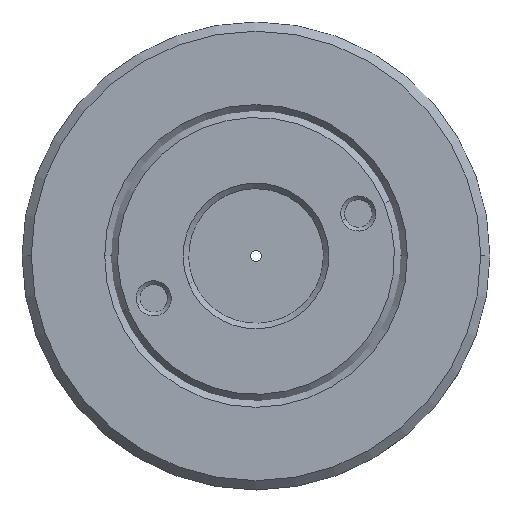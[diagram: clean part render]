
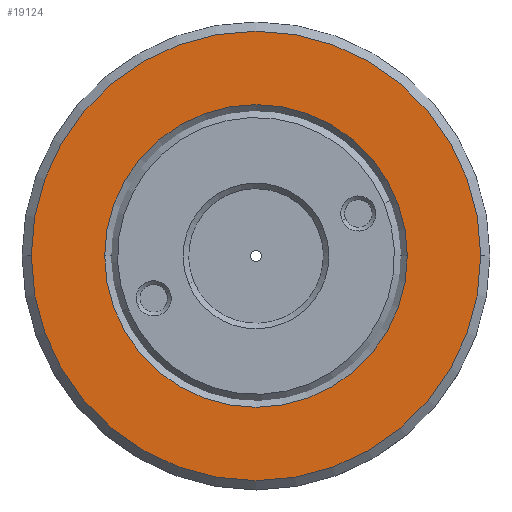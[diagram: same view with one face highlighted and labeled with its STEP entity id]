
A CAD part, top view. The second image highlights one B-rep face of the part: STEP entity #19124.
In plain terms, the highlighted planar face has unit normal (0, 0, 1).
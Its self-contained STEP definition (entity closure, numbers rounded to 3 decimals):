
#105 = DIRECTION ( 'NONE',  ( 1., 0., 0. ) ) ;
#190 = CARTESIAN_POINT ( 'NONE',  ( -32.747, 0.947, 4.599 ) ) ;
#695 = CARTESIAN_POINT ( 'NONE',  ( -44.922, 0.947, 4.599 ) ) ;
#1220 = CARTESIAN_POINT ( 'NONE',  ( -40.947, 0.947, 4.599 ) ) ;
#1285 = CIRCLE ( 'NONE', #2885, 12.175 ) ;
#1399 = PLANE ( 'NONE',  #8704 ) ;
#2885 = AXIS2_PLACEMENT_3D ( 'NONE', #2890, #17435, #11170 ) ;
#2890 = CARTESIAN_POINT ( 'NONE',  ( -32.747, 0.947, 4.599 ) ) ;
#2983 = DIRECTION ( 'NONE',  ( 1., 0., 0. ) ) ;
#3112 = FACE_OUTER_BOUND ( 'NONE', #8367, .T. ) ;
#3948 = ORIENTED_EDGE ( 'NONE', *, *, #12053, .T. ) ;
#5291 = CARTESIAN_POINT ( 'NONE',  ( -20.572, 0.947, 4.599 ) ) ;
#5965 = CARTESIAN_POINT ( 'NONE',  ( -32.747, 0.947, 4.599 ) ) ;
#6170 = DIRECTION ( 'NONE',  ( 0., 0., -1. ) ) ;
#6219 = DIRECTION ( 'NONE',  ( 0., 0., -1. ) ) ;
#7034 = EDGE_LOOP ( 'NONE', ( #3948, #9072 ) ) ;
#7348 = AXIS2_PLACEMENT_3D ( 'NONE', #7543, #6219, #2983 ) ;
#7543 = CARTESIAN_POINT ( 'NONE',  ( -32.747, 0.947, 4.599 ) ) ;
#7717 = EDGE_CURVE ( 'NONE', #10835, #18581, #8308, .T. ) ;
#8308 = CIRCLE ( 'NONE', #7348, 8.2 ) ;
#8367 = EDGE_LOOP ( 'NONE', ( #9823, #17438 ) ) ;
#8607 = VERTEX_POINT ( 'NONE', #695 ) ;
#8704 = AXIS2_PLACEMENT_3D ( 'NONE', #13846, #9293, #105 ) ;
#9072 = ORIENTED_EDGE ( 'NONE', *, *, #7717, .T. ) ;
#9293 = DIRECTION ( 'NONE',  ( 0., 0., 1. ) ) ;
#9823 = ORIENTED_EDGE ( 'NONE', *, *, #17355, .F. ) ;
#10299 = AXIS2_PLACEMENT_3D ( 'NONE', #5965, #6170, #11026 ) ;
#10835 = VERTEX_POINT ( 'NONE', #1220 ) ;
#11026 = DIRECTION ( 'NONE',  ( -1., 0., 0. ) ) ;
#11170 = DIRECTION ( 'NONE',  ( -1., 0., 0. ) ) ;
#11773 = AXIS2_PLACEMENT_3D ( 'NONE', #190, #14029, #12317 ) ;
#12053 = EDGE_CURVE ( 'NONE', #18581, #10835, #13714, .T. ) ;
#12317 = DIRECTION ( 'NONE',  ( 1., 0., 0. ) ) ;
#12330 = FACE_BOUND ( 'NONE', #7034, .T. ) ;
#13714 = CIRCLE ( 'NONE', #11773, 8.2 ) ;
#13846 = CARTESIAN_POINT ( 'NONE',  ( -32.747, 0.947, 4.599 ) ) ;
#14029 = DIRECTION ( 'NONE',  ( 0., 0., -1. ) ) ;
#14921 = EDGE_CURVE ( 'NONE', #15852, #8607, #1285, .T. ) ;
#15852 = VERTEX_POINT ( 'NONE', #5291 ) ;
#17355 = EDGE_CURVE ( 'NONE', #8607, #15852, #17714, .T. ) ;
#17435 = DIRECTION ( 'NONE',  ( 0., 0., -1. ) ) ;
#17438 = ORIENTED_EDGE ( 'NONE', *, *, #14921, .F. ) ;
#17714 = CIRCLE ( 'NONE', #10299, 12.175 ) ;
#18581 = VERTEX_POINT ( 'NONE', #18890 ) ;
#18890 = CARTESIAN_POINT ( 'NONE',  ( -24.547, 0.947, 4.599 ) ) ;
#19124 = ADVANCED_FACE ( 'NONE', ( #12330, #3112 ), #1399, .T. ) ;
